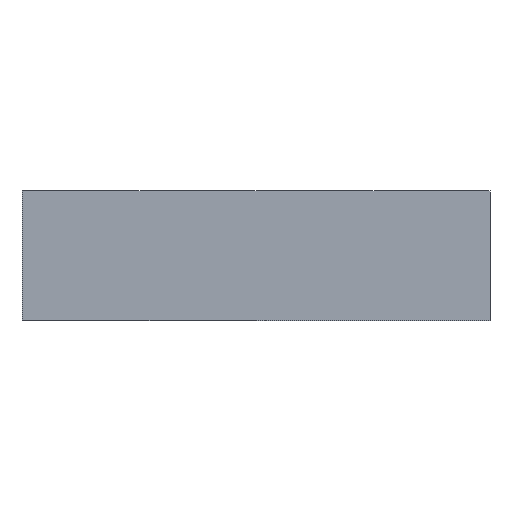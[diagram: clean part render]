
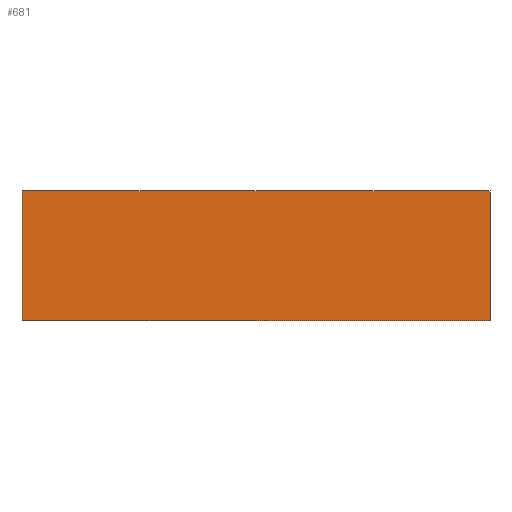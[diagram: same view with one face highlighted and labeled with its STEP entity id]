
A CAD part, front view. The second image highlights one B-rep face of the part: STEP entity #681.
In plain terms, the highlighted planar face has unit normal (0, -1, 0).
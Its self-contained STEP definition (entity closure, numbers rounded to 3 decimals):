
#19 = LINE ( 'NONE', #1859, #2281 ) ;
#149 = DIRECTION ( 'NONE',  ( 0., 0., -1. ) ) ;
#171 = FACE_OUTER_BOUND ( 'NONE', #1139, .T. ) ;
#180 = CARTESIAN_POINT ( 'NONE',  ( -24., -25., 10. ) ) ;
#373 = DIRECTION ( 'NONE',  ( 0., 0., 1. ) ) ;
#488 = VERTEX_POINT ( 'NONE', #180 ) ;
#514 = CARTESIAN_POINT ( 'NONE',  ( 174., -25., -45. ) ) ;
#532 = DIRECTION ( 'NONE',  ( 0., 0., -1. ) ) ;
#543 = VERTEX_POINT ( 'NONE', #514 ) ;
#648 = VECTOR ( 'NONE', #1653, 1000. ) ;
#653 = ORIENTED_EDGE ( 'NONE', *, *, #686, .T. ) ;
#681 = ADVANCED_FACE ( 'NONE', ( #171 ), #1000, .T. ) ;
#686 = EDGE_CURVE ( 'NONE', #543, #1670, #1783, .T. ) ;
#741 = CARTESIAN_POINT ( 'NONE',  ( 174., -25., 10. ) ) ;
#789 = EDGE_CURVE ( 'NONE', #1670, #488, #19, .T. ) ;
#796 = VERTEX_POINT ( 'NONE', #1634 ) ;
#1000 = PLANE ( 'NONE',  #1890 ) ;
#1012 = DIRECTION ( 'NONE',  ( -1., 0., 0. ) ) ;
#1139 = EDGE_LOOP ( 'NONE', ( #2596, #2023, #653, #1228 ) ) ;
#1228 = ORIENTED_EDGE ( 'NONE', *, *, #789, .T. ) ;
#1329 = EDGE_CURVE ( 'NONE', #488, #796, #2389, .T. ) ;
#1390 = CARTESIAN_POINT ( 'NONE',  ( 174., -25., 10. ) ) ;
#1393 = LINE ( 'NONE', #2634, #648 ) ;
#1407 = CARTESIAN_POINT ( 'NONE',  ( -24., -25., 10. ) ) ;
#1610 = DIRECTION ( 'NONE',  ( 0., -1., 0. ) ) ;
#1634 = CARTESIAN_POINT ( 'NONE',  ( -24., -25., -45. ) ) ;
#1653 = DIRECTION ( 'NONE',  ( 1., 0., 0. ) ) ;
#1670 = VERTEX_POINT ( 'NONE', #1390 ) ;
#1764 = VECTOR ( 'NONE', #373, 1000. ) ;
#1783 = LINE ( 'NONE', #741, #1764 ) ;
#1859 = CARTESIAN_POINT ( 'NONE',  ( -24., -25., 10. ) ) ;
#1890 = AXIS2_PLACEMENT_3D ( 'NONE', #2372, #1610, #149 ) ;
#1978 = VECTOR ( 'NONE', #532, 1000. ) ;
#2023 = ORIENTED_EDGE ( 'NONE', *, *, #2269, .T. ) ;
#2269 = EDGE_CURVE ( 'NONE', #796, #543, #1393, .T. ) ;
#2281 = VECTOR ( 'NONE', #1012, 1000. ) ;
#2372 = CARTESIAN_POINT ( 'NONE',  ( 0., -25., 0. ) ) ;
#2389 = LINE ( 'NONE', #1407, #1978 ) ;
#2596 = ORIENTED_EDGE ( 'NONE', *, *, #1329, .T. ) ;
#2634 = CARTESIAN_POINT ( 'NONE',  ( -24., -25., -45. ) ) ;
